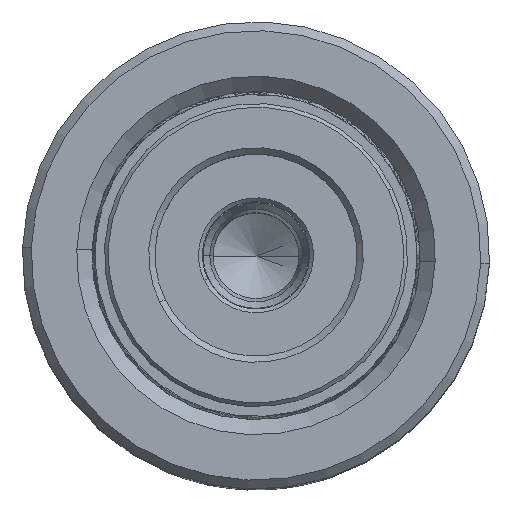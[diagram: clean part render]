
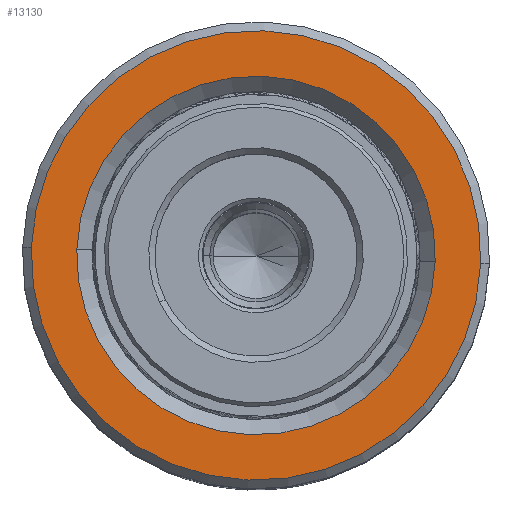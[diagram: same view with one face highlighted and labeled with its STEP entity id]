
A CAD part, top view. The second image highlights one B-rep face of the part: STEP entity #13130.
In plain terms, the highlighted planar face has unit normal (0, 0, 1).
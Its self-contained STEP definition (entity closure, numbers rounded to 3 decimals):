
#481 = VERTEX_POINT ( 'NONE', #5883 ) ;
#694 = EDGE_LOOP ( 'NONE', ( #11121, #13141 ) ) ;
#2157 = EDGE_CURVE ( 'NONE', #481, #33991, #34920, .T. ) ;
#2441 = CIRCLE ( 'NONE', #13210, 17.8 ) ;
#2962 = CARTESIAN_POINT ( 'NONE',  ( -17.8, 0., 50. ) ) ;
#4091 = DIRECTION ( 'NONE',  ( 1., 0., 0. ) ) ;
#4637 = PLANE ( 'NONE',  #6864 ) ;
#5883 = CARTESIAN_POINT ( 'NONE',  ( 14.2, 0., 50. ) ) ;
#6864 = AXIS2_PLACEMENT_3D ( 'NONE', #7113, #17970, #15470 ) ;
#6924 = CARTESIAN_POINT ( 'NONE',  ( 0., 0., 50. ) ) ;
#7113 = CARTESIAN_POINT ( 'NONE',  ( 0., 0., 50. ) ) ;
#9764 = FACE_OUTER_BOUND ( 'NONE', #694, .T. ) ;
#9880 = CARTESIAN_POINT ( 'NONE',  ( -14.2, 0., 50. ) ) ;
#10410 = EDGE_CURVE ( 'NONE', #27628, #13926, #28308, .T. ) ;
#11121 = ORIENTED_EDGE ( 'NONE', *, *, #10410, .T. ) ;
#12058 = EDGE_LOOP ( 'NONE', ( #26927, #16642 ) ) ;
#12552 = DIRECTION ( 'NONE',  ( 1., 0., 0. ) ) ;
#12804 = AXIS2_PLACEMENT_3D ( 'NONE', #6924, #17777, #4091 ) ;
#13130 = ADVANCED_FACE ( 'NONE', ( #9764, #31474 ), #4637, .T. ) ;
#13141 = ORIENTED_EDGE ( 'NONE', *, *, #29442, .T. ) ;
#13210 = AXIS2_PLACEMENT_3D ( 'NONE', #34593, #15219, #12552 ) ;
#13926 = VERTEX_POINT ( 'NONE', #34670 ) ;
#15219 = DIRECTION ( 'NONE',  ( 0., 0., 1. ) ) ;
#15470 = DIRECTION ( 'NONE',  ( 1., 0., 0. ) ) ;
#16317 = CARTESIAN_POINT ( 'NONE',  ( 0., 0., 50. ) ) ;
#16642 = ORIENTED_EDGE ( 'NONE', *, *, #22710, .T. ) ;
#17777 = DIRECTION ( 'NONE',  ( 0., 0., 1. ) ) ;
#17970 = DIRECTION ( 'NONE',  ( 0., 0., 1. ) ) ;
#18930 = DIRECTION ( 'NONE',  ( 1., 0., 0. ) ) ;
#19310 = CIRCLE ( 'NONE', #26129, 14.2 ) ;
#22710 = EDGE_CURVE ( 'NONE', #33991, #481, #19310, .T. ) ;
#26129 = AXIS2_PLACEMENT_3D ( 'NONE', #30132, #27114, #18930 ) ;
#26927 = ORIENTED_EDGE ( 'NONE', *, *, #2157, .T. ) ;
#27114 = DIRECTION ( 'NONE',  ( 0., 0., -1. ) ) ;
#27628 = VERTEX_POINT ( 'NONE', #2962 ) ;
#28308 = CIRCLE ( 'NONE', #12804, 17.8 ) ;
#29442 = EDGE_CURVE ( 'NONE', #13926, #27628, #2441, .T. ) ;
#29843 = DIRECTION ( 'NONE',  ( 0., 0., -1. ) ) ;
#30132 = CARTESIAN_POINT ( 'NONE',  ( 0., 0., 50. ) ) ;
#30390 = AXIS2_PLACEMENT_3D ( 'NONE', #16317, #29843, #32672 ) ;
#31474 = FACE_BOUND ( 'NONE', #12058, .T. ) ;
#32672 = DIRECTION ( 'NONE',  ( 1., 0., 0. ) ) ;
#33991 = VERTEX_POINT ( 'NONE', #9880 ) ;
#34593 = CARTESIAN_POINT ( 'NONE',  ( 0., 0., 50. ) ) ;
#34670 = CARTESIAN_POINT ( 'NONE',  ( 17.8, 0., 50. ) ) ;
#34920 = CIRCLE ( 'NONE', #30390, 14.2 ) ;
